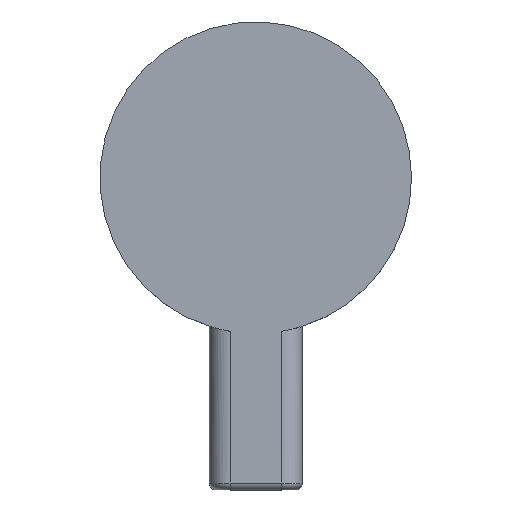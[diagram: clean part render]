
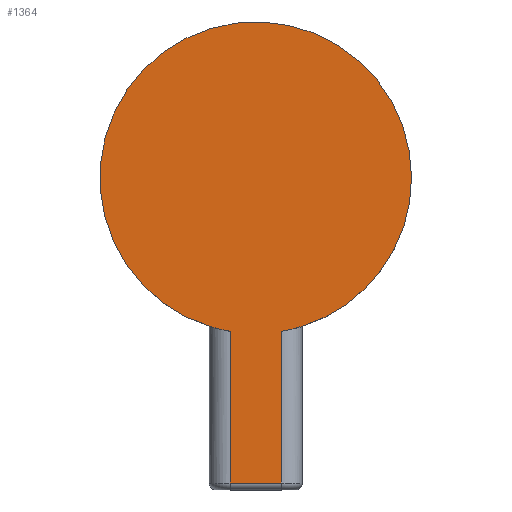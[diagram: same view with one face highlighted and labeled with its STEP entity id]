
A CAD part, top view. The second image highlights one B-rep face of the part: STEP entity #1364.
In plain terms, the highlighted planar face has unit normal (0, 0, 1).
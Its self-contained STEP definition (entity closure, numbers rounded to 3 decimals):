
#72 = CYLINDRICAL_SURFACE('',#73,22.5);
#73 = AXIS2_PLACEMENT_3D('',#74,#75,#76);
#74 = CARTESIAN_POINT('',(0.,15.,0.));
#75 = DIRECTION('',(-0.,-0.,-1.));
#76 = DIRECTION('',(1.,0.,0.));
#100 = CYLINDRICAL_SURFACE('',#101,3.);
#101 = AXIS2_PLACEMENT_3D('',#102,#103,#104);
#102 = CARTESIAN_POINT('',(-3.708,-6.477,4.));
#103 = DIRECTION('',(0.,-1.,0.));
#104 = DIRECTION('',(-1.,0.,0.));
#397 = VERTEX_POINT('',#398);
#398 = CARTESIAN_POINT('',(3.708,-7.192,7.));
#452 = CYLINDRICAL_SURFACE('',#453,3.);
#453 = AXIS2_PLACEMENT_3D('',#454,#455,#456);
#454 = CARTESIAN_POINT('',(3.708,-30.107,4.));
#455 = DIRECTION('',(0.,1.,0.));
#456 = DIRECTION('',(1.,0.,0.));
#484 = EDGE_CURVE('',#485,#397,#487,.T.);
#485 = VERTEX_POINT('',#486);
#486 = CARTESIAN_POINT('',(6.708,-6.477,7.));
#487 = SURFACE_CURVE('',#488,(#493,#500),.PCURVE_S1.);
#488 = CIRCLE('',#489,22.5);
#489 = AXIS2_PLACEMENT_3D('',#490,#491,#492);
#490 = CARTESIAN_POINT('',(0.,15.,7.));
#491 = DIRECTION('',(0.,0.,-1.));
#492 = DIRECTION('',(0.,1.,0.));
#493 = PCURVE('',#72,#494);
#494 = DEFINITIONAL_REPRESENTATION('',(#495),#499);
#495 = LINE('',#496,#497);
#496 = CARTESIAN_POINT('',(-1.571,-7.));
#497 = VECTOR('',#498,1.);
#498 = DIRECTION('',(1.,-0.));
#499 = ( GEOMETRIC_REPRESENTATION_CONTEXT(2) 
PARAMETRIC_REPRESENTATION_CONTEXT() REPRESENTATION_CONTEXT('2D SPACE',''
  ) );
#500 = PCURVE('',#501,#506);
#501 = PLANE('',#502);
#502 = AXIS2_PLACEMENT_3D('',#503,#504,#505);
#503 = CARTESIAN_POINT('',(0.635,3.645,7.));
#504 = DIRECTION('',(0.,0.,1.));
#505 = DIRECTION('',(1.,0.,0.));
#506 = DEFINITIONAL_REPRESENTATION('',(#507),#515);
#507 = ( BOUNDED_CURVE() B_SPLINE_CURVE(2,(#508,#509,#510,#511,#512,#513
,#514),.UNSPECIFIED.,.T.,.F.) B_SPLINE_CURVE_WITH_KNOTS((1,2,2,2,2,1),(
    -2.094,0.,2.094,4.189,6.283,
8.378),.UNSPECIFIED.) CURVE() GEOMETRIC_REPRESENTATION_ITEM() 
RATIONAL_B_SPLINE_CURVE((1.,0.5,1.,0.5,1.,0.5,1.)) REPRESENTATION_ITEM(
  '') );
#508 = CARTESIAN_POINT('',(-0.635,33.855));
#509 = CARTESIAN_POINT('',(38.336,33.855));
#510 = CARTESIAN_POINT('',(18.851,0.105));
#511 = CARTESIAN_POINT('',(-0.635,-33.645));
#512 = CARTESIAN_POINT('',(-20.121,0.105));
#513 = CARTESIAN_POINT('',(-39.606,33.855));
#514 = CARTESIAN_POINT('',(-0.635,33.855));
#515 = ( GEOMETRIC_REPRESENTATION_CONTEXT(2) 
PARAMETRIC_REPRESENTATION_CONTEXT() REPRESENTATION_CONTEXT('2D SPACE',''
  ) );
#517 = EDGE_CURVE('',#485,#518,#520,.T.);
#518 = VERTEX_POINT('',#519);
#519 = CARTESIAN_POINT('',(22.5,15.,7.));
#520 = SURFACE_CURVE('',#521,(#526,#533),.PCURVE_S1.);
#521 = CIRCLE('',#522,22.5);
#522 = AXIS2_PLACEMENT_3D('',#523,#524,#525);
#523 = CARTESIAN_POINT('',(0.,15.,7.));
#524 = DIRECTION('',(0.,0.,1.));
#525 = DIRECTION('',(1.,0.,0.));
#526 = PCURVE('',#72,#527);
#527 = DEFINITIONAL_REPRESENTATION('',(#528),#532);
#528 = LINE('',#529,#530);
#529 = CARTESIAN_POINT('',(6.283,-7.));
#530 = VECTOR('',#531,1.);
#531 = DIRECTION('',(-1.,0.));
#532 = ( GEOMETRIC_REPRESENTATION_CONTEXT(2) 
PARAMETRIC_REPRESENTATION_CONTEXT() REPRESENTATION_CONTEXT('2D SPACE',''
  ) );
#533 = PCURVE('',#501,#534);
#534 = DEFINITIONAL_REPRESENTATION('',(#535),#539);
#535 = CIRCLE('',#536,22.5);
#536 = AXIS2_PLACEMENT_2D('',#537,#538);
#537 = CARTESIAN_POINT('',(-0.635,11.355));
#538 = DIRECTION('',(1.,0.));
#539 = ( GEOMETRIC_REPRESENTATION_CONTEXT(2) 
PARAMETRIC_REPRESENTATION_CONTEXT() REPRESENTATION_CONTEXT('2D SPACE',''
  ) );
#541 = EDGE_CURVE('',#518,#542,#544,.T.);
#542 = VERTEX_POINT('',#543);
#543 = CARTESIAN_POINT('',(-6.708,-6.477,7.));
#544 = SURFACE_CURVE('',#545,(#550,#557),.PCURVE_S1.);
#545 = CIRCLE('',#546,22.5);
#546 = AXIS2_PLACEMENT_3D('',#547,#548,#549);
#547 = CARTESIAN_POINT('',(0.,15.,7.));
#548 = DIRECTION('',(0.,0.,1.));
#549 = DIRECTION('',(1.,0.,0.));
#550 = PCURVE('',#72,#551);
#551 = DEFINITIONAL_REPRESENTATION('',(#552),#556);
#552 = LINE('',#553,#554);
#553 = CARTESIAN_POINT('',(-0.,-7.));
#554 = VECTOR('',#555,1.);
#555 = DIRECTION('',(-1.,0.));
#556 = ( GEOMETRIC_REPRESENTATION_CONTEXT(2) 
PARAMETRIC_REPRESENTATION_CONTEXT() REPRESENTATION_CONTEXT('2D SPACE',''
  ) );
#557 = PCURVE('',#501,#558);
#558 = DEFINITIONAL_REPRESENTATION('',(#559),#563);
#559 = CIRCLE('',#560,22.5);
#560 = AXIS2_PLACEMENT_2D('',#561,#562);
#561 = CARTESIAN_POINT('',(-0.635,11.355));
#562 = DIRECTION('',(1.,0.));
#563 = ( GEOMETRIC_REPRESENTATION_CONTEXT(2) 
PARAMETRIC_REPRESENTATION_CONTEXT() REPRESENTATION_CONTEXT('2D SPACE',''
  ) );
#565 = EDGE_CURVE('',#542,#566,#568,.T.);
#566 = VERTEX_POINT('',#567);
#567 = CARTESIAN_POINT('',(-3.708,-7.192,7.));
#568 = SURFACE_CURVE('',#569,(#574,#581),.PCURVE_S1.);
#569 = CIRCLE('',#570,22.5);
#570 = AXIS2_PLACEMENT_3D('',#571,#572,#573);
#571 = CARTESIAN_POINT('',(0.,15.,7.));
#572 = DIRECTION('',(0.,-0.,1.));
#573 = DIRECTION('',(0.,1.,0.));
#574 = PCURVE('',#72,#575);
#575 = DEFINITIONAL_REPRESENTATION('',(#576),#580);
#576 = LINE('',#577,#578);
#577 = CARTESIAN_POINT('',(-1.571,-7.));
#578 = VECTOR('',#579,1.);
#579 = DIRECTION('',(-1.,0.));
#580 = ( GEOMETRIC_REPRESENTATION_CONTEXT(2) 
PARAMETRIC_REPRESENTATION_CONTEXT() REPRESENTATION_CONTEXT('2D SPACE',''
  ) );
#581 = PCURVE('',#501,#582);
#582 = DEFINITIONAL_REPRESENTATION('',(#583),#587);
#583 = CIRCLE('',#584,22.5);
#584 = AXIS2_PLACEMENT_2D('',#585,#586);
#585 = CARTESIAN_POINT('',(-0.635,11.355));
#586 = DIRECTION('',(0.,1.));
#587 = ( GEOMETRIC_REPRESENTATION_CONTEXT(2) 
PARAMETRIC_REPRESENTATION_CONTEXT() REPRESENTATION_CONTEXT('2D SPACE',''
  ) );
#871 = EDGE_CURVE('',#566,#872,#874,.T.);
#872 = VERTEX_POINT('',#873);
#873 = CARTESIAN_POINT('',(-3.708,-29.107,7.));
#874 = SURFACE_CURVE('',#875,(#879,#886),.PCURVE_S1.);
#875 = LINE('',#876,#877);
#876 = CARTESIAN_POINT('',(-3.708,-6.477,7.));
#877 = VECTOR('',#878,1.);
#878 = DIRECTION('',(0.,-1.,0.));
#879 = PCURVE('',#100,#880);
#880 = DEFINITIONAL_REPRESENTATION('',(#881),#885);
#881 = LINE('',#882,#883);
#882 = CARTESIAN_POINT('',(-1.571,0.));
#883 = VECTOR('',#884,1.);
#884 = DIRECTION('',(-0.,1.));
#885 = ( GEOMETRIC_REPRESENTATION_CONTEXT(2) 
PARAMETRIC_REPRESENTATION_CONTEXT() REPRESENTATION_CONTEXT('2D SPACE',''
  ) );
#886 = PCURVE('',#501,#887);
#887 = DEFINITIONAL_REPRESENTATION('',(#888),#892);
#888 = LINE('',#889,#890);
#889 = CARTESIAN_POINT('',(-4.343,-10.122));
#890 = VECTOR('',#891,1.);
#891 = DIRECTION('',(0.,-1.));
#892 = ( GEOMETRIC_REPRESENTATION_CONTEXT(2) 
PARAMETRIC_REPRESENTATION_CONTEXT() REPRESENTATION_CONTEXT('2D SPACE',''
  ) );
#1068 = CYLINDRICAL_SURFACE('',#1069,1.);
#1069 = AXIS2_PLACEMENT_3D('',#1070,#1071,#1072);
#1070 = CARTESIAN_POINT('',(-3.708,-29.107,6.));
#1071 = DIRECTION('',(1.,0.,0.));
#1072 = DIRECTION('',(0.,0.,1.));
#1292 = VERTEX_POINT('',#1293);
#1293 = CARTESIAN_POINT('',(3.708,-29.107,7.));
#1315 = EDGE_CURVE('',#1292,#397,#1316,.T.);
#1316 = SURFACE_CURVE('',#1317,(#1321,#1328),.PCURVE_S1.);
#1317 = LINE('',#1318,#1319);
#1318 = CARTESIAN_POINT('',(3.708,-30.107,7.));
#1319 = VECTOR('',#1320,1.);
#1320 = DIRECTION('',(0.,1.,0.));
#1321 = PCURVE('',#452,#1322);
#1322 = DEFINITIONAL_REPRESENTATION('',(#1323),#1327);
#1323 = LINE('',#1324,#1325);
#1324 = CARTESIAN_POINT('',(-1.571,0.));
#1325 = VECTOR('',#1326,1.);
#1326 = DIRECTION('',(-0.,1.));
#1327 = ( GEOMETRIC_REPRESENTATION_CONTEXT(2) 
PARAMETRIC_REPRESENTATION_CONTEXT() REPRESENTATION_CONTEXT('2D SPACE',''
  ) );
#1328 = PCURVE('',#501,#1329);
#1329 = DEFINITIONAL_REPRESENTATION('',(#1330),#1334);
#1330 = LINE('',#1331,#1332);
#1331 = CARTESIAN_POINT('',(3.073,-33.752));
#1332 = VECTOR('',#1333,1.);
#1333 = DIRECTION('',(0.,1.));
#1334 = ( GEOMETRIC_REPRESENTATION_CONTEXT(2) 
PARAMETRIC_REPRESENTATION_CONTEXT() REPRESENTATION_CONTEXT('2D SPACE',''
  ) );
#1364 = ADVANCED_FACE('',(#1365),#501,.T.);
#1365 = FACE_BOUND('',#1366,.T.);
#1366 = EDGE_LOOP('',(#1367,#1368,#1389,#1390,#1391,#1392,#1393));
#1367 = ORIENTED_EDGE('',*,*,#871,.T.);
#1368 = ORIENTED_EDGE('',*,*,#1369,.T.);
#1369 = EDGE_CURVE('',#872,#1292,#1370,.T.);
#1370 = SURFACE_CURVE('',#1371,(#1375,#1382),.PCURVE_S1.);
#1371 = LINE('',#1372,#1373);
#1372 = CARTESIAN_POINT('',(-3.708,-29.107,7.));
#1373 = VECTOR('',#1374,1.);
#1374 = DIRECTION('',(1.,0.,0.));
#1375 = PCURVE('',#501,#1376);
#1376 = DEFINITIONAL_REPRESENTATION('',(#1377),#1381);
#1377 = LINE('',#1378,#1379);
#1378 = CARTESIAN_POINT('',(-4.343,-32.752));
#1379 = VECTOR('',#1380,1.);
#1380 = DIRECTION('',(1.,0.));
#1381 = ( GEOMETRIC_REPRESENTATION_CONTEXT(2) 
PARAMETRIC_REPRESENTATION_CONTEXT() REPRESENTATION_CONTEXT('2D SPACE',''
  ) );
#1382 = PCURVE('',#1068,#1383);
#1383 = DEFINITIONAL_REPRESENTATION('',(#1384),#1388);
#1384 = LINE('',#1385,#1386);
#1385 = CARTESIAN_POINT('',(0.,0.));
#1386 = VECTOR('',#1387,1.);
#1387 = DIRECTION('',(0.,1.));
#1388 = ( GEOMETRIC_REPRESENTATION_CONTEXT(2) 
PARAMETRIC_REPRESENTATION_CONTEXT() REPRESENTATION_CONTEXT('2D SPACE',''
  ) );
#1389 = ORIENTED_EDGE('',*,*,#1315,.T.);
#1390 = ORIENTED_EDGE('',*,*,#484,.F.);
#1391 = ORIENTED_EDGE('',*,*,#517,.T.);
#1392 = ORIENTED_EDGE('',*,*,#541,.T.);
#1393 = ORIENTED_EDGE('',*,*,#565,.T.);
